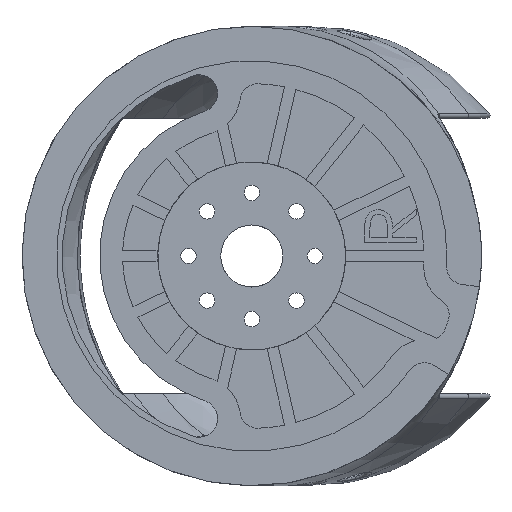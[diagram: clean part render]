
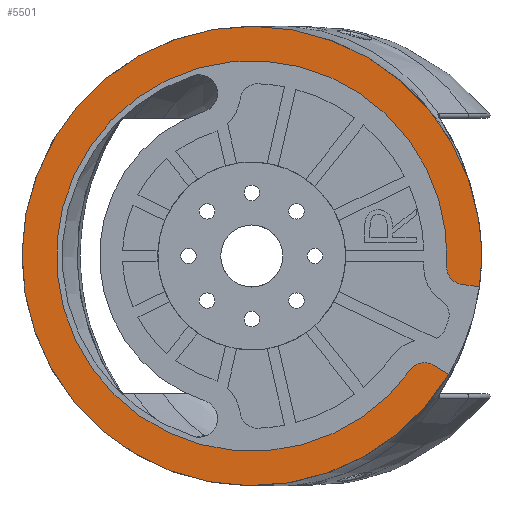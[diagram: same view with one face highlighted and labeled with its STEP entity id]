
A CAD part, left-side view. The second image highlights one B-rep face of the part: STEP entity #5501.
In plain terms, the highlighted planar face has unit normal (-1, 0, 0).
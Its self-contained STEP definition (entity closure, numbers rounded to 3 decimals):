
#615=LINE('',#19098,#842);
#617=LINE('',#19101,#844);
#842=VECTOR('',#7370,1000.);
#844=VECTOR('',#7374,1000.);
#1164=FACE_OUTER_BOUND('',#1582,.T.);
#1582=EDGE_LOOP('',(#4411,#4412,#4413,#4414,#4415,#4416));
#2007=CIRCLE('',#5943,3.);
#2008=CIRCLE('',#5945,34.);
#2010=CIRCLE('',#5949,40.);
#2122=CIRCLE('',#6131,3.);
#2529=VERTEX_POINT('',#14822);
#2530=VERTEX_POINT('',#14823);
#2531=VERTEX_POINT('',#14828);
#2533=VERTEX_POINT('',#14835);
#2534=VERTEX_POINT('',#14836);
#2725=VERTEX_POINT('',#19097);
#3125=EDGE_CURVE('',#2529,#2530,#2007,.T.);
#3128=EDGE_CURVE('',#2530,#2531,#2008,.T.);
#3132=EDGE_CURVE('',#2533,#2534,#2010,.T.);
#3416=EDGE_CURVE('',#2725,#2533,#615,.T.);
#3418=EDGE_CURVE('',#2534,#2529,#617,.T.);
#3419=EDGE_CURVE('',#2531,#2725,#2122,.T.);
#4411=ORIENTED_EDGE('',*,*,#3418,.T.);
#4412=ORIENTED_EDGE('',*,*,#3125,.T.);
#4413=ORIENTED_EDGE('',*,*,#3128,.T.);
#4414=ORIENTED_EDGE('',*,*,#3419,.T.);
#4415=ORIENTED_EDGE('',*,*,#3416,.T.);
#4416=ORIENTED_EDGE('',*,*,#3132,.T.);
#5289=PLANE('',#6130);
#5501=ADVANCED_FACE('',(#1164),#5289,.T.);
#5943=AXIS2_PLACEMENT_3D('',#14824,#6909,#6910);
#5945=AXIS2_PLACEMENT_3D('',#14829,#6915,#6916);
#5949=AXIS2_PLACEMENT_3D('',#14837,#6924,#6925);
#6130=AXIS2_PLACEMENT_3D('',#19102,#7375,#7376);
#6131=AXIS2_PLACEMENT_3D('',#19103,#7377,#7378);
#6909=DIRECTION('center_axis',(-1.,0.,0.));
#6910=DIRECTION('ref_axis',(0.,0.,1.));
#6915=DIRECTION('center_axis',(1.,0.,0.));
#6916=DIRECTION('ref_axis',(0.,0.,1.));
#6924=DIRECTION('center_axis',(-1.,0.,0.));
#6925=DIRECTION('ref_axis',(0.,0.,1.));
#7370=DIRECTION('',(0.,-0.991,-0.134));
#7374=DIRECTION('',(0.,0.857,0.515));
#7375=DIRECTION('center_axis',(-1.,0.,0.));
#7376=DIRECTION('ref_axis',(0.,0.,1.));
#7377=DIRECTION('center_axis',(-1.,0.,0.));
#7378=DIRECTION('ref_axis',(0.,0.,1.));
#14822=CARTESIAN_POINT('',(4.,-31.611,-18.994));
#14823=CARTESIAN_POINT('',(4.,-27.628,-19.817));
#14824=CARTESIAN_POINT('Origin',(4.,-30.066,-21.565));
#14828=CARTESIAN_POINT('',(4.,-33.952,-1.809));
#14829=CARTESIAN_POINT('Origin',(4.,0.,0.));
#14835=CARTESIAN_POINT('',(4.,-39.639,-5.359));
#14836=CARTESIAN_POINT('',(4.,-34.287,-20.602));
#14837=CARTESIAN_POINT('Origin',(4.,0.,0.));
#19097=CARTESIAN_POINT('',(4.,-36.546,-4.941));
#19098=CARTESIAN_POINT('',(4.,-33.693,-4.556));
#19101=CARTESIAN_POINT('',(4.,-29.144,-17.511));
#19102=CARTESIAN_POINT('Origin',(4.,0.,0.));
#19103=CARTESIAN_POINT('Origin',(4.,-36.948,-1.968));
